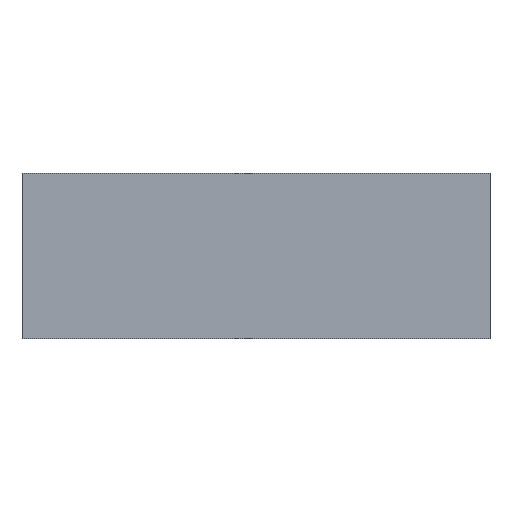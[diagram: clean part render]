
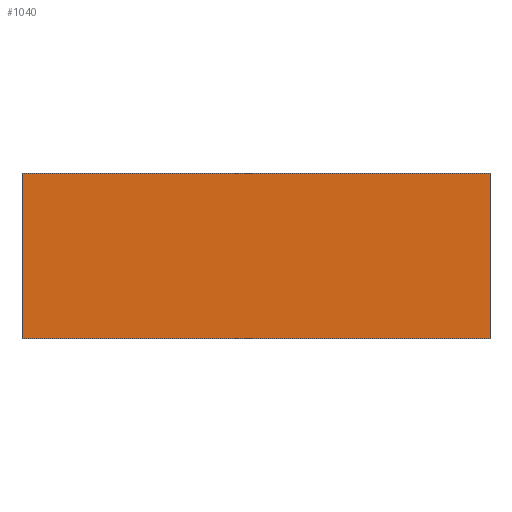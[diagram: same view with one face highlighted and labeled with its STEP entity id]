
A CAD part, top view. The second image highlights one B-rep face of the part: STEP entity #1040.
In plain terms, the highlighted planar face has unit normal (0, 0, 1).
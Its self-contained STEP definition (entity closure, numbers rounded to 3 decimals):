
#50=PLANE('',#1156);
#105=FACE_OUTER_BOUND('',#169,.T.);
#169=EDGE_LOOP('',(#916,#917,#918,#919));
#255=LINE('',#1736,#353);
#257=LINE('',#1740,#355);
#259=LINE('',#1744,#357);
#261=LINE('',#1747,#359);
#353=VECTOR('',#1426,10.);
#355=VECTOR('',#1430,10.);
#357=VECTOR('',#1434,10.);
#359=VECTOR('',#1438,10.);
#504=VERTEX_POINT('',#1733);
#505=VERTEX_POINT('',#1735);
#506=VERTEX_POINT('',#1739);
#507=VERTEX_POINT('',#1743);
#641=EDGE_CURVE('',#505,#504,#255,.T.);
#643=EDGE_CURVE('',#506,#505,#257,.T.);
#645=EDGE_CURVE('',#507,#506,#259,.T.);
#647=EDGE_CURVE('',#504,#507,#261,.T.);
#916=ORIENTED_EDGE('',*,*,#647,.T.);
#917=ORIENTED_EDGE('',*,*,#645,.T.);
#918=ORIENTED_EDGE('',*,*,#643,.T.);
#919=ORIENTED_EDGE('',*,*,#641,.T.);
#1040=ADVANCED_FACE('',(#105),#50,.T.);
#1156=AXIS2_PLACEMENT_3D('',#1748,#1439,#1440);
#1426=DIRECTION('',(-1.,0.,0.));
#1430=DIRECTION('',(0.,1.,0.));
#1434=DIRECTION('',(1.,0.,0.));
#1438=DIRECTION('',(0.,-1.,0.));
#1439=DIRECTION('center_axis',(0.,0.,1.));
#1440=DIRECTION('ref_axis',(1.,0.,0.));
#1733=CARTESIAN_POINT('',(-5.,83.75,8.5));
#1735=CARTESIAN_POINT('',(249.5,83.75,8.5));
#1736=CARTESIAN_POINT('',(-5.,83.75,8.5));
#1739=CARTESIAN_POINT('',(249.5,-6.,8.5));
#1740=CARTESIAN_POINT('',(249.5,83.75,8.5));
#1743=CARTESIAN_POINT('',(-5.,-6.,8.5));
#1744=CARTESIAN_POINT('',(249.5,-6.,8.5));
#1747=CARTESIAN_POINT('',(-5.,-6.,8.5));
#1748=CARTESIAN_POINT('Origin',(122.25,38.875,8.5));
